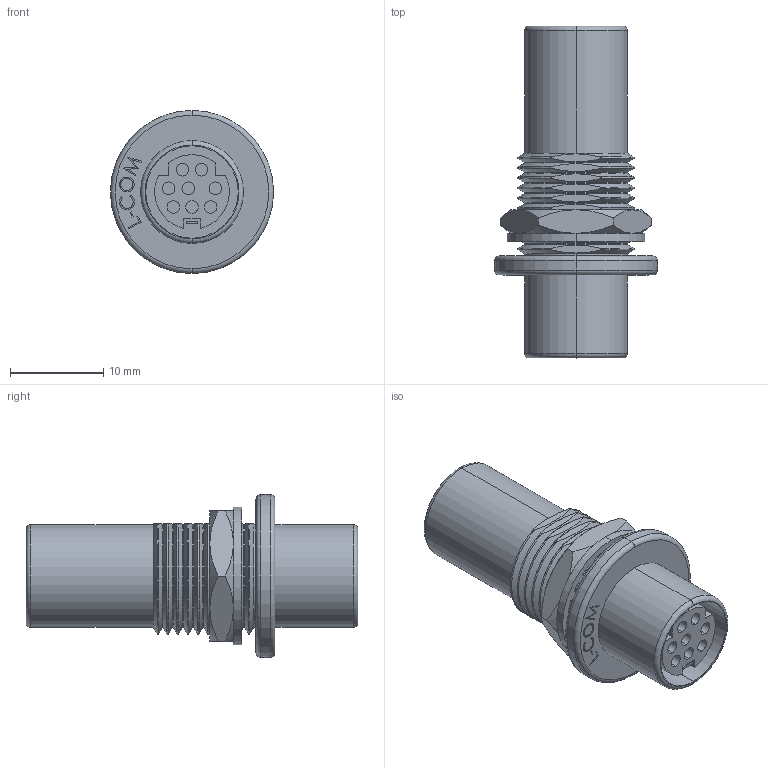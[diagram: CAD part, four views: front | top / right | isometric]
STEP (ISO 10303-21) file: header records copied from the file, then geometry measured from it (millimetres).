
FILE_DESCRIPTION (( 'STEP AP214' ), '1' );
FILE_NAME ('MD88FF.STEP', '2019-06-27T19:51:05', ( '' ), ( '' ), 'SwSTEP 2.0', 'SolidWorks 2018', '' );
FILE_SCHEMA (( 'AUTOMOTIVE_DESIGN' ));
Length unit declared in the file: inch
Products named in the file (5): 3AA02-008; 3AB10-003; 3AA03-005; MD88FF-MA2_no pin marking; MD88FF
Assembly tree (4 placements, depth 2):
  MD88FF
    3AB10-003
    3AA03-005
    3AA02-008
    MD88FF-MA2_no pin marking
Bounding box: 17.48 x 35.56 x 17.48 mm (x, y, z)
Volume: 2974.1 mm3; surface area: 5583.7 mm2
Topology: 4 solids, 4 shells, 349 faces, 859 edges, 546 vertices
Faces by surface type: plane 139, cylinder 113, cone 52, torus 28, bspline 17
Entity records: 12079 total; most frequent: CARTESIAN_POINT 3614, DIRECTION 1723, ORIENTED_EDGE 1718, EDGE_CURVE 859, AXIS2_PLACEMENT_3D 643, VERTEX_POINT 546, LINE 437, VECTOR 437
